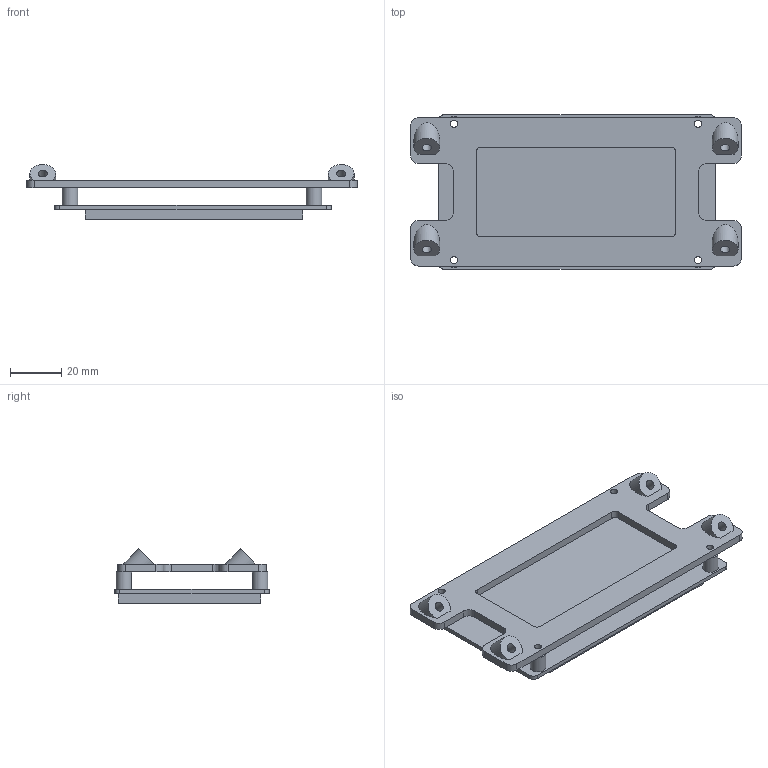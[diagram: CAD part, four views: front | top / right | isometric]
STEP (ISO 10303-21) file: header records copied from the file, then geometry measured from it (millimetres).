
FILE_DESCRIPTION(('Open CASCADE Model'),'2;1');
FILE_NAME('Open CASCADE Shape Model','2023-05-01T23:16:38',('Author'),( 'Open CASCADE'),'Open CASCADE STEP processor 7.7','Open CASCADE 7.7' ,'Unknown');
FILE_SCHEMA(('AUTOMOTIVE_DESIGN { 1 0 10303 214 1 1 1 1 }'));
Length unit declared in the file: millimetre
Products named in the file (6): Open CASCADE STEP translator 7.7 2; Open CASCADE STEP translator 7.7 2.1; Open CASCADE STEP translator 7.7 2.2; Open CASCADE STEP translator 7.7 2.2.1; Open CASCADE STEP translator 7.7 2.2.2; Open CASCADE STEP translator 7.7 2.3
Assembly tree (8 placements, depth 3):
  Open CASCADE STEP translator 7.7 2
    Open CASCADE STEP translator 7.7 2.1
    Open CASCADE STEP translator 7.7 2.2
      Open CASCADE STEP translator 7.7 2.2.1
      Open CASCADE STEP translator 7.7 2.2.2
    Open CASCADE STEP translator 7.7 2.3  x4
Bounding box: 128.5 x 60 x 21.28 mm (x, y, z)
Volume: 40923.3 mm3; surface area: 35492.9 mm2
Topology: 7 solids, 7 shells, 94 faces, 220 edges, 148 vertices
Faces by surface type: cylinder 48, plane 46
Full cylindrical faces by diameter (mm): 2.8 x8, 3.5 x4, 3.6 x4, 6 x4, 6.8 x4
Entity records: 5522 total; most frequent: CARTESIAN_POINT 1189, DIRECTION 836, LINE 410, VECTOR 410, ORIENTED_EDGE 404, PCURVE 404, DEFINITIONAL_REPRESENTATION 404, EDGE_CURVE 202
